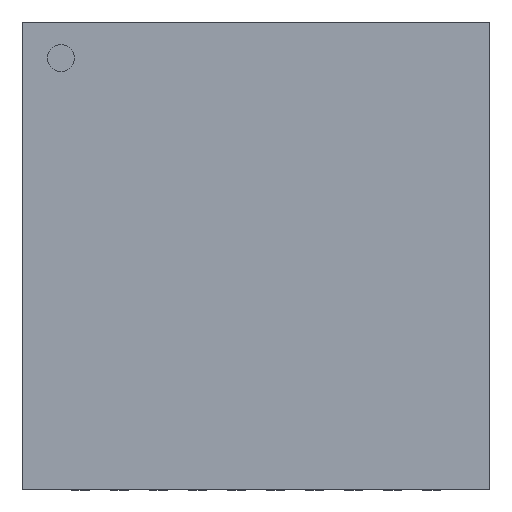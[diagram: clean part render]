
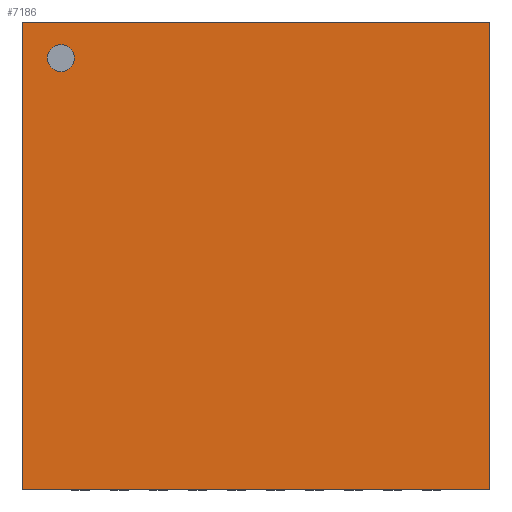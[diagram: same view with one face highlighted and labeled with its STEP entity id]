
A CAD part, top view. The second image highlights one B-rep face of the part: STEP entity #7186.
In plain terms, the highlighted planar face has unit normal (0, 0, 1).
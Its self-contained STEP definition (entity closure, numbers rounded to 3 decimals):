
#14=FACE_BOUND('',#1036,.T.);
#182=CIRCLE('',#7732,0.173);
#610=FACE_OUTER_BOUND('',#1035,.T.);
#1035=EDGE_LOOP('',(#5944,#5945,#5946,#5947));
#1036=EDGE_LOOP('',(#5948));
#1646=LINE('',#11211,#2490);
#1704=LINE('',#11328,#2548);
#1838=LINE('',#11621,#2682);
#1881=LINE('',#11693,#2725);
#2490=VECTOR('',#9164,1000.);
#2548=VECTOR('',#9224,1000.);
#2682=VECTOR('',#9422,1000.);
#2725=VECTOR('',#9467,1000.);
#3216=VERTEX_POINT('',#11089);
#3270=VERTEX_POINT('',#11208);
#3271=VERTEX_POINT('',#11210);
#3328=VERTEX_POINT('',#11325);
#3329=VERTEX_POINT('',#11327);
#4054=EDGE_CURVE('',#3216,#3216,#182,.T.);
#4108=EDGE_CURVE('',#3271,#3270,#1646,.T.);
#4166=EDGE_CURVE('',#3329,#3328,#1704,.T.);
#4330=EDGE_CURVE('',#3270,#3329,#1838,.T.);
#4373=EDGE_CURVE('',#3328,#3271,#1881,.T.);
#5944=ORIENTED_EDGE('',*,*,#4373,.T.);
#5945=ORIENTED_EDGE('',*,*,#4108,.T.);
#5946=ORIENTED_EDGE('',*,*,#4330,.T.);
#5947=ORIENTED_EDGE('',*,*,#4166,.T.);
#5948=ORIENTED_EDGE('',*,*,#4054,.F.);
#6793=PLANE('',#7798);
#7186=ADVANCED_FACE('',(#610,#14),#6793,.T.);
#7732=AXIS2_PLACEMENT_3D('',#11091,#9067,#9068);
#7798=AXIS2_PLACEMENT_3D('',#11707,#9476,#9477);
#9067=DIRECTION('center_axis',(0.,0.,1.));
#9068=DIRECTION('ref_axis',(0.,-1.,0.));
#9164=DIRECTION('',(0.,-1.,0.));
#9224=DIRECTION('',(0.,1.,0.));
#9422=DIRECTION('',(1.,0.,0.));
#9467=DIRECTION('',(-1.,0.,0.));
#9476=DIRECTION('center_axis',(0.,0.,1.));
#9477=DIRECTION('ref_axis',(0.,-1.,0.));
#11089=CARTESIAN_POINT('',(-2.502,2.717,1.008));
#11091=CARTESIAN_POINT('Origin',(-2.502,2.544,1.008));
#11208=CARTESIAN_POINT('',(-3.,-2.992,1.008));
#11210=CARTESIAN_POINT('',(-3.,3.008,1.008));
#11211=CARTESIAN_POINT('',(-3.,-2.992,1.008));
#11325=CARTESIAN_POINT('',(3.,3.008,1.008));
#11327=CARTESIAN_POINT('',(3.,-2.992,1.008));
#11328=CARTESIAN_POINT('',(3.,-2.992,1.008));
#11621=CARTESIAN_POINT('',(3.,-2.992,1.008));
#11693=CARTESIAN_POINT('',(3.,3.008,1.008));
#11707=CARTESIAN_POINT('Origin',(0.,0.008,
1.008));
